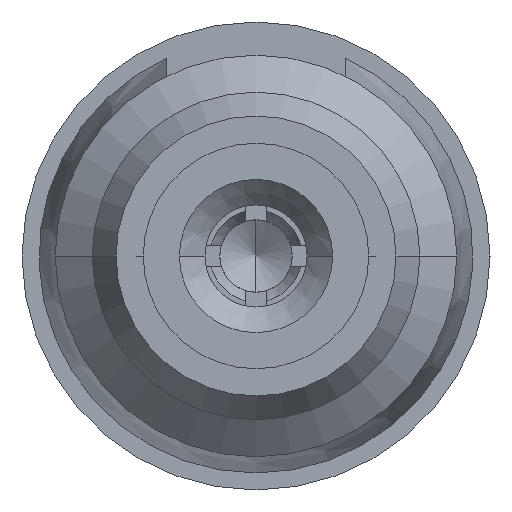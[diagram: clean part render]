
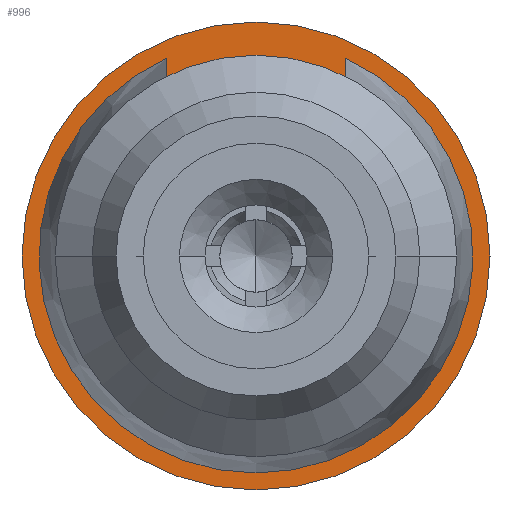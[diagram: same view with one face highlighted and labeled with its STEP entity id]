
A CAD part, left-side view. The second image highlights one B-rep face of the part: STEP entity #996.
In plain terms, the highlighted planar face has unit normal (-1, 0, 0).
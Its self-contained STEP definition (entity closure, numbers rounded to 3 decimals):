
#299=CARTESIAN_POINT('',(-1.3,0.,0.));
#300=DIRECTION('',(-1.,0.,0.));
#301=DIRECTION('',(0.,1.,0.));
#302=AXIS2_PLACEMENT_3D('',#299,#300,#301);
#304=CARTESIAN_POINT('',(-1.3,0.,0.));
#305=DIRECTION('',(1.,0.,0.));
#306=DIRECTION('',(0.,1.,0.));
#307=AXIS2_PLACEMENT_3D('',#304,#305,#306);
#313=CARTESIAN_POINT('',(-1.3,0.,0.));
#314=DIRECTION('',(1.,0.,0.));
#315=DIRECTION('',(0.,1.,0.));
#316=AXIS2_PLACEMENT_3D('',#313,#314,#315);
#322=CARTESIAN_POINT('',(-1.3,0.,0.));
#323=DIRECTION('',(-1.,0.,0.));
#324=DIRECTION('',(0.,1.,0.));
#325=AXIS2_PLACEMENT_3D('',#322,#323,#324);
#494=CARTESIAN_POINT('',(-1.3,2.75,0.));
#496=VERTEX_POINT('',#494);
#497=CARTESIAN_POINT('',(-1.3,2.36,0.));
#499=VERTEX_POINT('',#497);
#510=CARTESIAN_POINT('',(-1.3,-2.75,0.));
#512=VERTEX_POINT('',#510);
#513=CARTESIAN_POINT('',(-1.3,-2.36,0.));
#515=VERTEX_POINT('',#513);
#981=CARTESIAN_POINT('',(-1.3,0.,0.));
#982=DIRECTION('',(-1.,0.,0.));
#983=DIRECTION('',(0.,1.,0.));
#984=AXIS2_PLACEMENT_3D('',#981,#982,#983);
#985=PLANE('',#984);
#986=ORIENTED_EDGE('',*,*,#974,.F.);
#987=ORIENTED_EDGE('',*,*,#963,.T.);
#988=EDGE_LOOP('',(#986,#987));
#989=FACE_OUTER_BOUND('',#988,.F.);
#991=ORIENTED_EDGE('',*,*,#990,.F.);
#993=ORIENTED_EDGE('',*,*,#992,.T.);
#994=EDGE_LOOP('',(#991,#993));
#995=FACE_BOUND('',#994,.F.);
#303=CIRCLE('',#302,2.75);
#308=CIRCLE('',#307,2.75);
#317=CIRCLE('',#316,2.36);
#326=CIRCLE('',#325,2.36);
#963=EDGE_CURVE('',#496,#512,#308,.T.);
#974=EDGE_CURVE('',#496,#512,#303,.T.);
#990=EDGE_CURVE('',#499,#515,#317,.T.);
#992=EDGE_CURVE('',#499,#515,#326,.T.);
#996=ADVANCED_FACE('',(#989,#995),#985,.T.);
